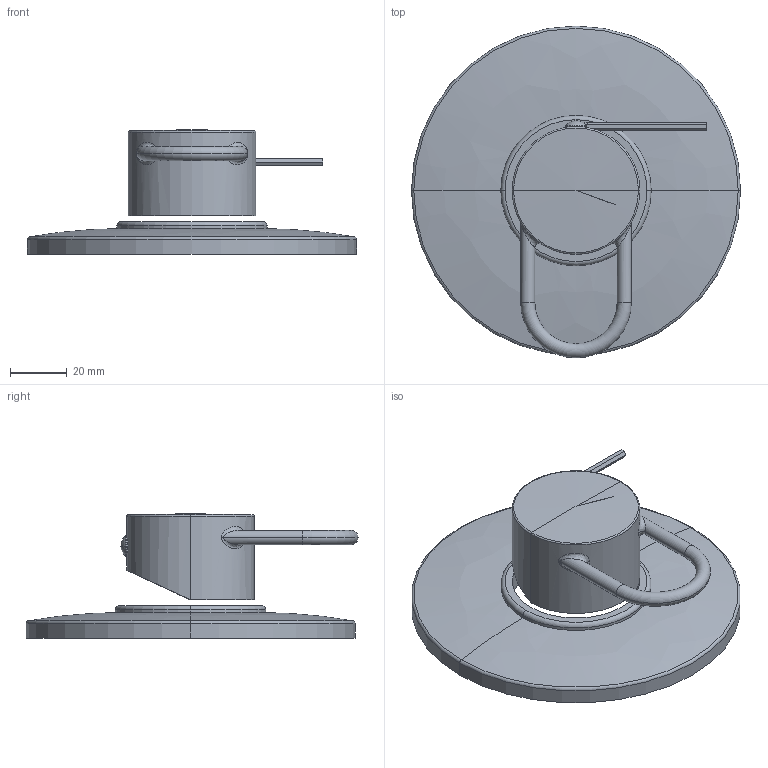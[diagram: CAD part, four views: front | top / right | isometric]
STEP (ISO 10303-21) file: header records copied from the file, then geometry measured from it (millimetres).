
FILE_DESCRIPTION((''),'2;1');
FILE_NAME('JK010CREST_ASM','2021-01-28T12:55:15',('stefano.gianpani'),('PAFFONI SpA'),'CREO PARAMETRIC BY PTC INC, 2020044','CREO PARAMETRIC BY PTC INC, 2020044','');
FILE_SCHEMA(('CONFIG_CONTROL_DESIGN','SHAPE_APPEARANCE_LAYERS_GROUPS'));
Length unit declared in the file: millimetre
Products named in the file (9): 4061664CR; 592305004A2; TCF0691105CR; CHBR25; 8001128_ASM; 4061060CR; 2091099; 5007007CR_ASM; JK010CREST_ASM
Assembly tree (8 placements, depth 3):
  JK010CREST_ASM
    4061664CR
    8001128_ASM
      592305004A2
      TCF0691105CR
      CHBR25
    5007007CR_ASM
      4061060CR
      2091099
Bounding box: 116 x 117 x 43.89 mm (x, y, z)
Volume: 30461.7 mm3; surface area: 38676.6 mm2
Topology: 6 solids, 8 shells, 150 faces, 343 edges, 210 vertices
Faces by surface type: plane 57, cylinder 44, cone 23, torus 16, bspline 8, sphere 2
Entity records: 6307 total; most frequent: CARTESIAN_POINT 1570, DIRECTION 792, ORIENTED_EDGE 670, PRESENTATION_STYLE_ASSIGNMENT 347, STYLED_ITEM 347, CURVE_STYLE 339, EDGE_CURVE 339, AXIS2_PLACEMENT_3D 314
